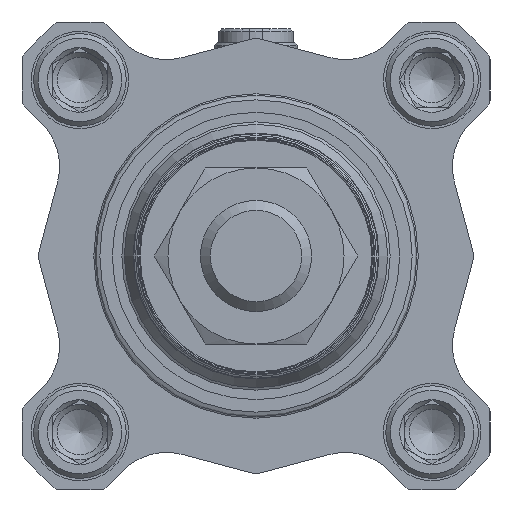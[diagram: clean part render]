
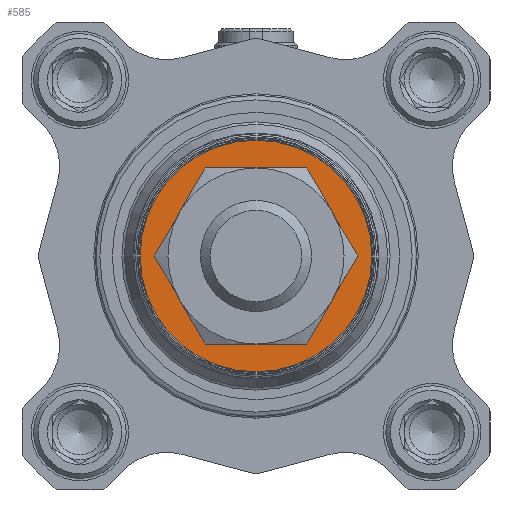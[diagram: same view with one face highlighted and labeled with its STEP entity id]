
A CAD part, left-side view. The second image highlights one B-rep face of the part: STEP entity #585.
In plain terms, the highlighted planar face has unit normal (-1, 0, 0).
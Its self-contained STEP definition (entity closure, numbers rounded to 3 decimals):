
#585 = ADVANCED_FACE( '', ( #1414, #1415 ), #1416, .F. );
#1414 = FACE_BOUND( '', #2690, .T. );
#1415 = FACE_OUTER_BOUND( '', #2691, .T. );
#1416 = PLANE( '', #2692 );
#2690 = EDGE_LOOP( '', ( #3966 ) );
#2691 = EDGE_LOOP( '', ( #3967 ) );
#2692 = AXIS2_PLACEMENT_3D( '', #3968, #3969, #3970 );
#3966 = ORIENTED_EDGE( '', *, *, #7134, .T. );
#3967 = ORIENTED_EDGE( '', *, *, #7135, .F. );
#3968 = CARTESIAN_POINT( '', ( -691., 8., 0. ) );
#3969 = DIRECTION( '', ( 1., 0., 0. ) );
#3970 = DIRECTION( '', ( 0., 0., -1. ) );
#7134 = EDGE_CURVE( '', #8359, #8359, #8360, .T. );
#7135 = EDGE_CURVE( '', #8361, #8361, #8362, .T. );
#8359 = VERTEX_POINT( '', #10172 );
#8360 = CIRCLE( '', #10173, 8.75 );
#8361 = VERTEX_POINT( '', #10174 );
#8362 = CIRCLE( '', #10175, 12.5 );
#10172 = CARTESIAN_POINT( '', ( -691., 0., -8.75 ) );
#10173 = AXIS2_PLACEMENT_3D( '', #12664, #12665, #12666 );
#10174 = CARTESIAN_POINT( '', ( -691., 0., -12.5 ) );
#10175 = AXIS2_PLACEMENT_3D( '', #12667, #12668, #12669 );
#12664 = CARTESIAN_POINT( '', ( -691., 0., 0. ) );
#12665 = DIRECTION( '', ( 1., 0., 0. ) );
#12666 = DIRECTION( '', ( 0., 0., -1. ) );
#12667 = CARTESIAN_POINT( '', ( -691., 0., 0. ) );
#12668 = DIRECTION( '', ( 1., 0., 0. ) );
#12669 = DIRECTION( '', ( 0., 0., -1. ) );
